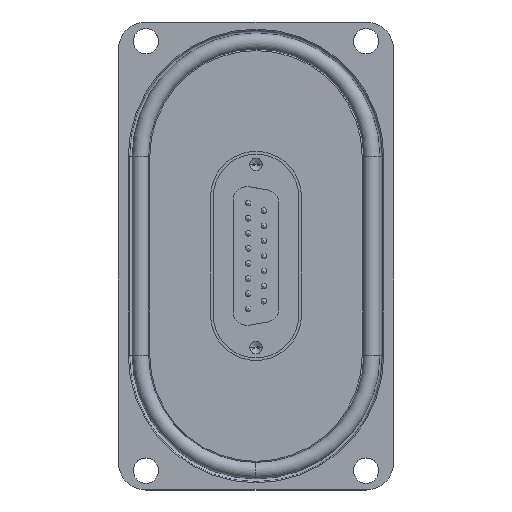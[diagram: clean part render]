
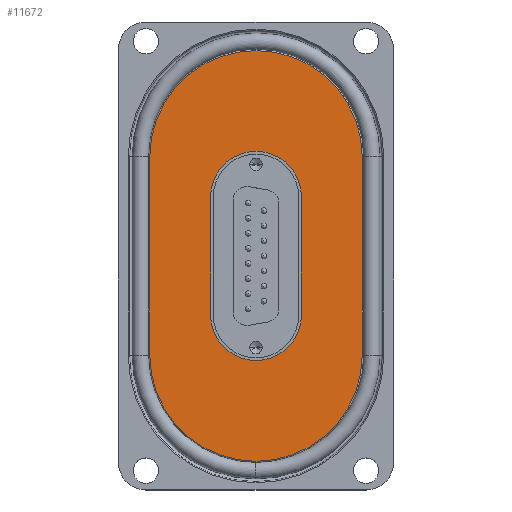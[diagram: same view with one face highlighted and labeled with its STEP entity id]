
A CAD part, top view. The second image highlights one B-rep face of the part: STEP entity #11672.
In plain terms, the highlighted planar face has unit normal (0, 0, 1).
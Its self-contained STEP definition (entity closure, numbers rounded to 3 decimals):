
#93 = ORIENTED_EDGE ( 'NONE', *, *, #2710, .T. ) ;
#201 = AXIS2_PLACEMENT_3D ( 'NONE', #10811, #4634, #11848 ) ;
#481 = CARTESIAN_POINT ( 'NONE',  ( -8.25, 10.75, 10. ) ) ;
#607 = VECTOR ( 'NONE', #2364, 1000. ) ;
#789 = DIRECTION ( 'NONE',  ( 1., 0., 0. ) ) ;
#934 = CARTESIAN_POINT ( 'NONE',  ( 8.25, 10.75, 10. ) ) ;
#940 = LINE ( 'NONE', #7550, #607 ) ;
#993 = CARTESIAN_POINT ( 'NONE',  ( -8.25, -10.75, 10. ) ) ;
#1151 = EDGE_CURVE ( 'NONE', #2763, #8079, #11079, .T. ) ;
#1309 = DIRECTION ( 'NONE',  ( 0., 1., 0. ) ) ;
#1367 = EDGE_CURVE ( 'NONE', #2106, #2763, #6074, .T. ) ;
#1453 = EDGE_LOOP ( 'NONE', ( #7089, #7352, #12109, #93 ) ) ;
#1669 = EDGE_CURVE ( 'NONE', #4087, #2106, #5893, .T. ) ;
#1690 = AXIS2_PLACEMENT_3D ( 'NONE', #8034, #1792, #9090 ) ;
#1792 = DIRECTION ( 'NONE',  ( 0., 0., 1. ) ) ;
#2106 = VERTEX_POINT ( 'NONE', #9318 ) ;
#2315 = FACE_OUTER_BOUND ( 'NONE', #1453, .T. ) ;
#2364 = DIRECTION ( 'NONE',  ( 0., -1., 0. ) ) ;
#2368 = CARTESIAN_POINT ( 'NONE',  ( -19.3, -18., 10. ) ) ;
#2710 = EDGE_CURVE ( 'NONE', #8535, #10218, #13071, .T. ) ;
#2763 = VERTEX_POINT ( 'NONE', #12923 ) ;
#2783 = EDGE_CURVE ( 'NONE', #8079, #4087, #7925, .T. ) ;
#2813 = CARTESIAN_POINT ( 'NONE',  ( 0., 18., 10. ) ) ;
#3231 = EDGE_CURVE ( 'NONE', #10218, #6237, #5821, .T. ) ;
#3558 = EDGE_CURVE ( 'NONE', #6237, #6850, #11392, .T. ) ;
#3874 = DIRECTION ( 'NONE',  ( 1., 0., 0. ) ) ;
#4087 = VERTEX_POINT ( 'NONE', #993 ) ;
#4113 = FACE_BOUND ( 'NONE', #6853, .T. ) ;
#4320 = ORIENTED_EDGE ( 'NONE', *, *, #2783, .F. ) ;
#4542 = DIRECTION ( 'NONE',  ( 0., 0., 1. ) ) ;
#4634 = DIRECTION ( 'NONE',  ( 0., 0., 1. ) ) ;
#4672 = DIRECTION ( 'NONE',  ( 0., -1., 0. ) ) ;
#4943 = ORIENTED_EDGE ( 'NONE', *, *, #1669, .F. ) ;
#4961 = CARTESIAN_POINT ( 'NONE',  ( 0., 0., 10. ) ) ;
#5505 = VECTOR ( 'NONE', #1309, 1000. ) ;
#5754 = AXIS2_PLACEMENT_3D ( 'NONE', #2813, #10070, #3874 ) ;
#5821 = LINE ( 'NONE', #10672, #5505 ) ;
#5893 = CIRCLE ( 'NONE', #1690, 8.25 ) ;
#6074 = LINE ( 'NONE', #934, #11571 ) ;
#6202 = EDGE_CURVE ( 'NONE', #6850, #8535, #940, .T. ) ;
#6237 = VERTEX_POINT ( 'NONE', #9696 ) ;
#6850 = VERTEX_POINT ( 'NONE', #8340 ) ;
#6853 = EDGE_LOOP ( 'NONE', ( #10227, #12011, #4943, #4320 ) ) ;
#7048 = DIRECTION ( 'NONE',  ( 0., 0., 1. ) ) ;
#7089 = ORIENTED_EDGE ( 'NONE', *, *, #3231, .T. ) ;
#7283 = VECTOR ( 'NONE', #4672, 1000. ) ;
#7352 = ORIENTED_EDGE ( 'NONE', *, *, #3558, .T. ) ;
#7550 = CARTESIAN_POINT ( 'NONE',  ( -19.3, 0., 10. ) ) ;
#7925 = LINE ( 'NONE', #481, #7283 ) ;
#8034 = CARTESIAN_POINT ( 'NONE',  ( 0., -10.75, 10. ) ) ;
#8079 = VERTEX_POINT ( 'NONE', #12492 ) ;
#8225 = DIRECTION ( 'NONE',  ( 0., 1., 0. ) ) ;
#8340 = CARTESIAN_POINT ( 'NONE',  ( -19.3, 18., 10. ) ) ;
#8535 = VERTEX_POINT ( 'NONE', #2368 ) ;
#9090 = DIRECTION ( 'NONE',  ( 1., 0., 0. ) ) ;
#9318 = CARTESIAN_POINT ( 'NONE',  ( 8.25, -10.75, 10. ) ) ;
#9696 = CARTESIAN_POINT ( 'NONE',  ( 19.3, 18., 10. ) ) ;
#10070 = DIRECTION ( 'NONE',  ( 0., 0., 1. ) ) ;
#10218 = VERTEX_POINT ( 'NONE', #11169 ) ;
#10227 = ORIENTED_EDGE ( 'NONE', *, *, #1151, .F. ) ;
#10672 = CARTESIAN_POINT ( 'NONE',  ( 19.3, 0., 10. ) ) ;
#10729 = CARTESIAN_POINT ( 'NONE',  ( 0., 10.75, 10. ) ) ;
#10811 = CARTESIAN_POINT ( 'NONE',  ( 0., -18., 10. ) ) ;
#10828 = AXIS2_PLACEMENT_3D ( 'NONE', #10729, #4542, #11764 ) ;
#11079 = CIRCLE ( 'NONE', #10828, 8.25 ) ;
#11169 = CARTESIAN_POINT ( 'NONE',  ( 19.3, -18., 10. ) ) ;
#11392 = CIRCLE ( 'NONE', #5754, 19.3 ) ;
#11571 = VECTOR ( 'NONE', #8225, 1000. ) ;
#11669 = AXIS2_PLACEMENT_3D ( 'NONE', #4961, #7048, #789 ) ;
#11672 = ADVANCED_FACE ( 'NONE', ( #4113, #2315 ), #12174, .T. ) ;
#11764 = DIRECTION ( 'NONE',  ( 1., 0., 0. ) ) ;
#11848 = DIRECTION ( 'NONE',  ( 1., 0., 0. ) ) ;
#12011 = ORIENTED_EDGE ( 'NONE', *, *, #1367, .F. ) ;
#12109 = ORIENTED_EDGE ( 'NONE', *, *, #6202, .T. ) ;
#12174 = PLANE ( 'NONE',  #11669 ) ;
#12492 = CARTESIAN_POINT ( 'NONE',  ( -8.25, 10.75, 10. ) ) ;
#12923 = CARTESIAN_POINT ( 'NONE',  ( 8.25, 10.75, 10. ) ) ;
#13071 = CIRCLE ( 'NONE', #201, 19.3 ) ;
